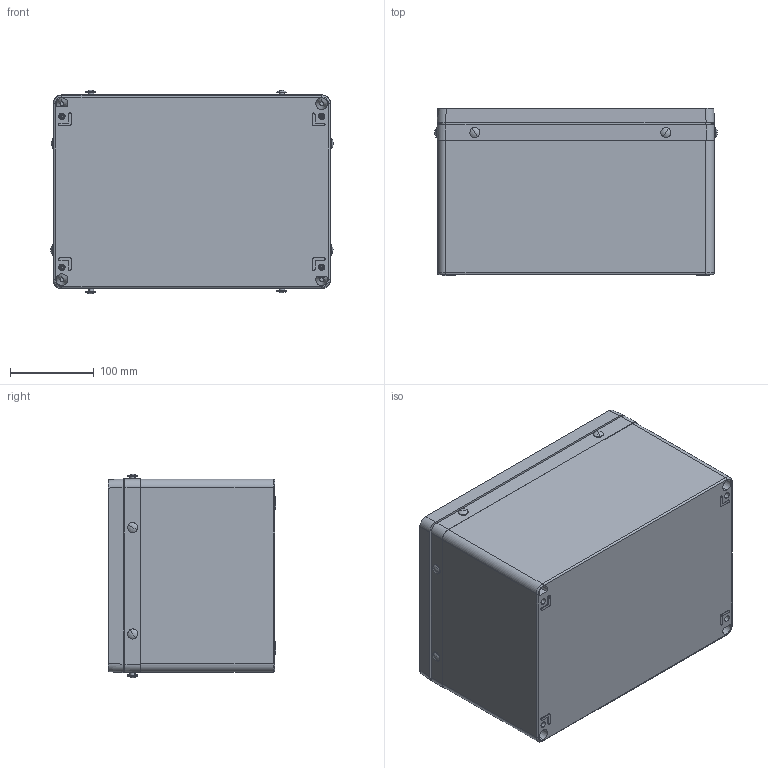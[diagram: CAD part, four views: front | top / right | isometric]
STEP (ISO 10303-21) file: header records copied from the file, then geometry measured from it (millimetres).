
FILE_DESCRIPTION (( 'STEP AP214' ), '1' );
FILE_NAME ('13131500.STEP', '2016-04-06T06:05:35', ( 'Macha' ), ( 'Hewlett-Packard Company' ), 'SwSTEP 2.0', 'SolidWorks 2015', '' );
FILE_SCHEMA (( 'AUTOMOTIVE_DESIGN' ));
Length unit declared in the file: millimetre
Products named in the file (7): 94411; 93117; 93038; 08762_Bearbeitung Griff; 08962_Bearbeitung Zeichn. 13-2-089570-01-0; 03621_Katalog; 13131500
Assembly tree (16 placements, depth 2):
  13131500
    03621_Katalog
    08962_Bearbeitung Zeichn. 13-2-089570-01-0
    08762_Bearbeitung Griff
    93038  x4
    93117
    94411  x8
Bounding box: 337.33 x 199.6 x 243.04 mm (x, y, z)
Volume: 2164762.1 mm3; surface area: 743791.2 mm2
Topology: 17 solids, 17 shells, 1115 faces, 2657 edges, 1669 vertices
Faces by surface type: plane 425, cylinder 282, cone 212, bspline 130, torus 50, sphere 16
Entity records: 35043 total; most frequent: CARTESIAN_POINT 13135, ORIENTED_EDGE 4574, DIRECTION 4164, EDGE_CURVE 2287, AXIS2_PLACEMENT_3D 1498, VERTEX_POINT 1451, VECTOR 1168, LINE 1168
